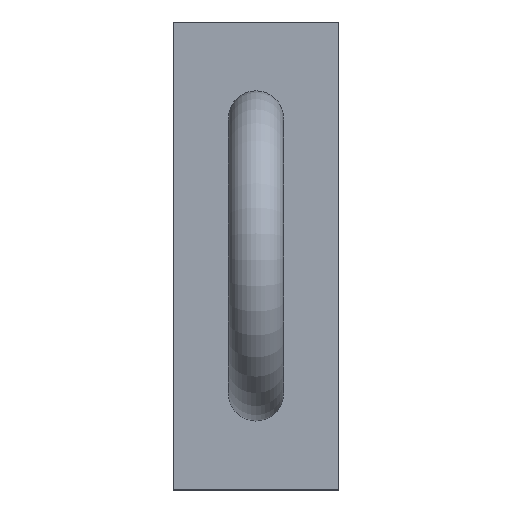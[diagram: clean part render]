
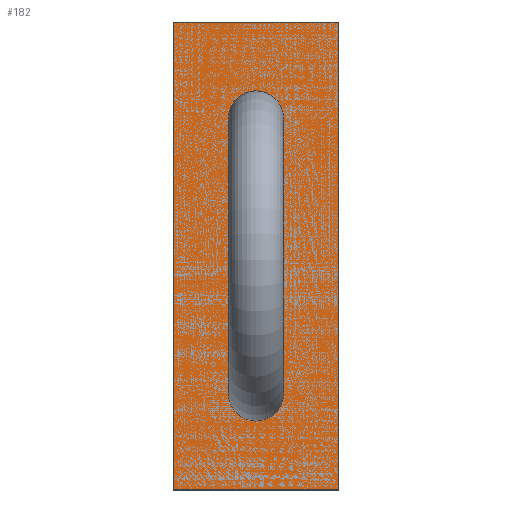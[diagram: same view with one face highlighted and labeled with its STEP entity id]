
A CAD part, left-side view. The second image highlights one B-rep face of the part: STEP entity #182.
In plain terms, the highlighted planar face has unit normal (-1, 0, 0).
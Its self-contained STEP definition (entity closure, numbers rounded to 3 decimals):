
#182 = ADVANCED_FACE ( 'NONE', ( #1425 ), #2308, .F. ) ;
#207 = LINE ( 'NONE', #500, #692 ) ;
#229 = EDGE_CURVE ( 'NONE', #3090, #3263, #615, .T. ) ;
#341 = DIRECTION ( 'NONE',  ( 1., 0., 0. ) ) ;
#479 = VECTOR ( 'NONE', #2240, 1000. ) ;
#500 = CARTESIAN_POINT ( 'NONE',  ( -70., 6., 17. ) ) ;
#582 = DIRECTION ( 'NONE',  ( 0., 1., 0. ) ) ;
#584 = EDGE_CURVE ( 'NONE', #3090, #3594, #1735, .T. ) ;
#615 = LINE ( 'NONE', #2866, #2548 ) ;
#692 = VECTOR ( 'NONE', #1622, 1000. ) ;
#888 = CARTESIAN_POINT ( 'NONE',  ( -70., 0., 17. ) ) ;
#953 = AXIS2_PLACEMENT_3D ( 'NONE', #3159, #341, #582 ) ;
#992 = EDGE_LOOP ( 'NONE', ( #3567, #1156, #2198, #1317 ) ) ;
#1156 = ORIENTED_EDGE ( 'NONE', *, *, #1583, .F. ) ;
#1317 = ORIENTED_EDGE ( 'NONE', *, *, #229, .T. ) ;
#1425 = FACE_OUTER_BOUND ( 'NONE', #992, .T. ) ;
#1583 = EDGE_CURVE ( 'NONE', #3594, #3026, #207, .T. ) ;
#1622 = DIRECTION ( 'NONE',  ( 0., -1., 0. ) ) ;
#1688 = LINE ( 'NONE', #1910, #479 ) ;
#1735 = LINE ( 'NONE', #2289, #2353 ) ;
#1910 = CARTESIAN_POINT ( 'NONE',  ( -70., 0., 0. ) ) ;
#2007 = CARTESIAN_POINT ( 'NONE',  ( -70., 6., 0. ) ) ;
#2066 = EDGE_CURVE ( 'NONE', #3263, #3026, #1688, .T. ) ;
#2198 = ORIENTED_EDGE ( 'NONE', *, *, #584, .F. ) ;
#2240 = DIRECTION ( 'NONE',  ( 0., 0., 1. ) ) ;
#2289 = CARTESIAN_POINT ( 'NONE',  ( -70., 6., 0. ) ) ;
#2308 = PLANE ( 'NONE',  #953 ) ;
#2353 = VECTOR ( 'NONE', #2833, 1000. ) ;
#2400 = CARTESIAN_POINT ( 'NONE',  ( -70., 6., 17. ) ) ;
#2548 = VECTOR ( 'NONE', #3399, 1000. ) ;
#2833 = DIRECTION ( 'NONE',  ( 0., 0., 1. ) ) ;
#2866 = CARTESIAN_POINT ( 'NONE',  ( -70., 6., 0. ) ) ;
#3026 = VERTEX_POINT ( 'NONE', #888 ) ;
#3090 = VERTEX_POINT ( 'NONE', #2007 ) ;
#3159 = CARTESIAN_POINT ( 'NONE',  ( -70., 6., 0. ) ) ;
#3191 = CARTESIAN_POINT ( 'NONE',  ( -70., 0., 0. ) ) ;
#3263 = VERTEX_POINT ( 'NONE', #3191 ) ;
#3399 = DIRECTION ( 'NONE',  ( 0., -1., 0. ) ) ;
#3567 = ORIENTED_EDGE ( 'NONE', *, *, #2066, .T. ) ;
#3594 = VERTEX_POINT ( 'NONE', #2400 ) ;
